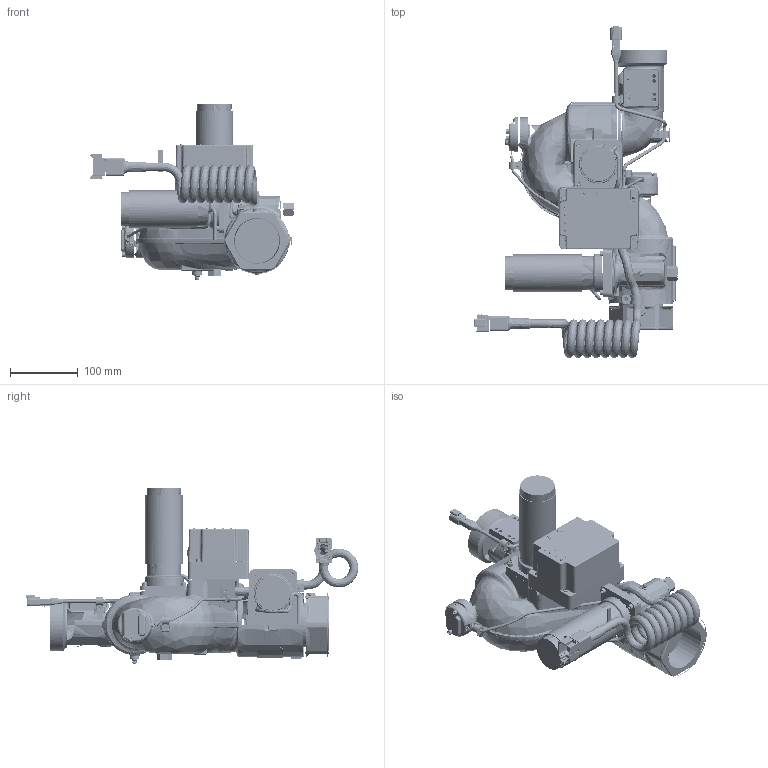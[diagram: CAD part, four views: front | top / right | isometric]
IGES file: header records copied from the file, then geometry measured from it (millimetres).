
Start section: SolidWorks IGES file using analytic representation for surfaces
Global section: file name: 7100HDX2 (02007101HD).IGS; native system: SolidWorks 2019; preprocessor: SolidWorks 2019; author: lpeoples; date: 191202.162820; units: inch
Bounding box: 300.43 x 489.95 x 260.6 mm (x, y, z)
Surface area: 518878.5 mm2 (no closed solid volume)
Topology: 0 solids, 0 shells, 1944 faces, 30737 edges, 30656 vertices
Faces by surface type: bspline 1222, revolution 722
